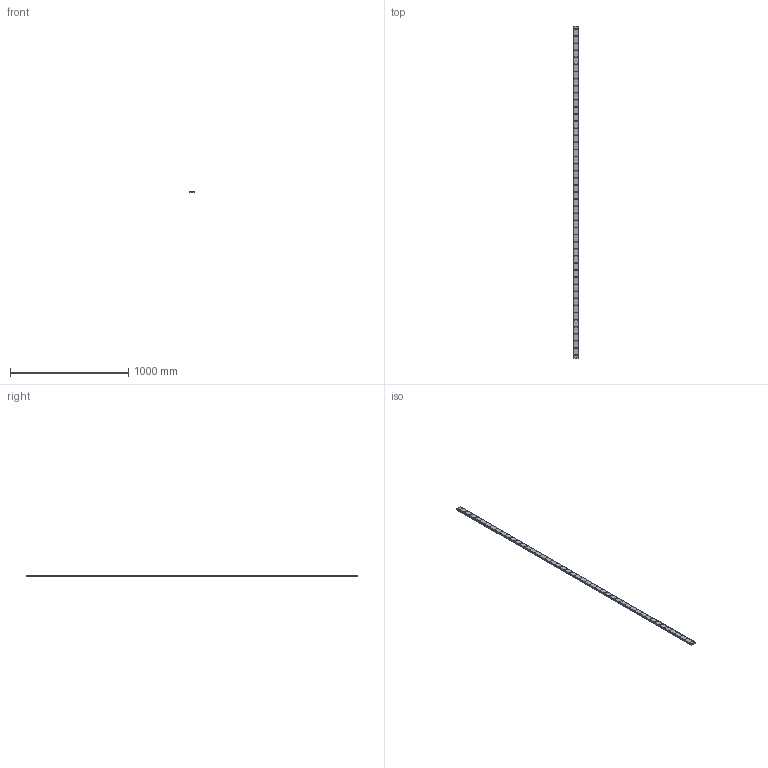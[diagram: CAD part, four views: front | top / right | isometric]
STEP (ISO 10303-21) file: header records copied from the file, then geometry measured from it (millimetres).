
FILE_DESCRIPTION(('STEP AP214'),'1');
FILE_NAME('cctmp_1386ACB4-ECC1-4996-A974-8A67A63AA338_2021_03_05_12_53_39_0278..stp','2021-03-05T11:53:39',('HIWIN GmbH'),('CADClick - www.CADClick.com'),'Spatial InterOp 3D',' ','unknown authorization');
FILE_SCHEMA(('AUTOMOTIVE_DESIGN'));
Length unit declared in the file: millimetre
Products named in the file (1): WER27R2810H_FILE
Bounding box: 42 x 2810 x 15 mm (x, y, z)
Volume: 1635458.2 mm3; surface area: 353639 mm2
Topology: 1 solids, 1 shells, 949 faces, 1983 edges, 1322 vertices
Faces by surface type: cylinder 582, plane 367
Entity records: 33477 total; most frequent: DIRECTION 5047, CARTESIAN_POINT 4255, ORIENTED_EDGE 3966, AXIS2_PLACEMENT_3D 2114, EDGE_CURVE 1983, VERTEX_POINT 1322, EDGE_LOOP 1235, CIRCLE 1164
